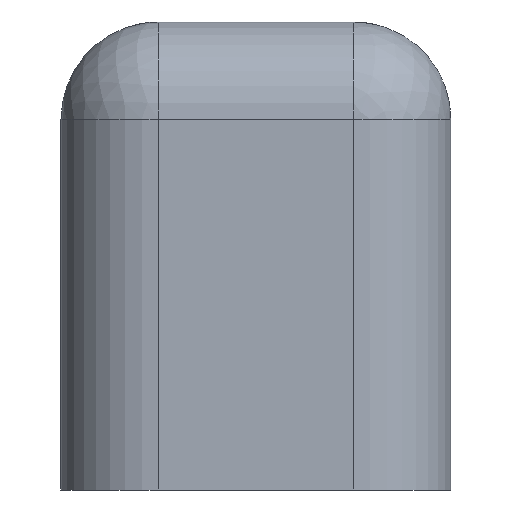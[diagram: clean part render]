
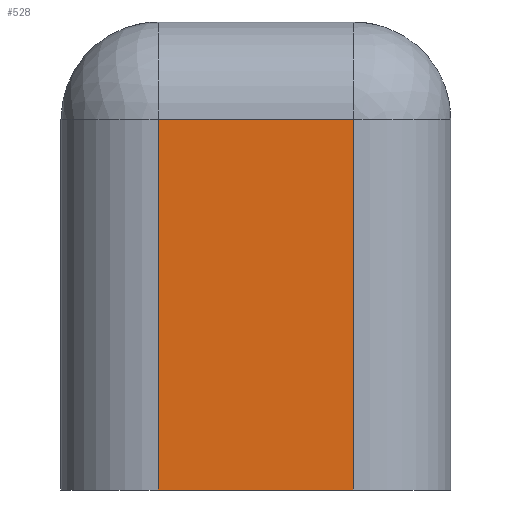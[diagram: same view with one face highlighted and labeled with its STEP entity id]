
A CAD part, left-side view. The second image highlights one B-rep face of the part: STEP entity #528.
In plain terms, the highlighted planar face has unit normal (-1, 0, 0).
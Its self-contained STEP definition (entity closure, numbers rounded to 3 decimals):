
#42=LINE('',#894,#78);
#44=LINE('',#904,#80);
#50=LINE('',#932,#86);
#54=LINE('',#942,#90);
#78=VECTOR('',#686,10.);
#80=VECTOR('',#700,10.);
#86=VECTOR('',#738,10.);
#90=VECTOR('',#752,10.);
#103=PLANE('',#594);
#143=FACE_OUTER_BOUND('',#183,.T.);
#183=EDGE_LOOP('',(#478,#479,#480,#481));
#253=VERTEX_POINT('',#887);
#255=VERTEX_POINT('',#892);
#256=VERTEX_POINT('',#897);
#257=VERTEX_POINT('',#902);
#311=EDGE_CURVE('',#255,#253,#42,.T.);
#317=EDGE_CURVE('',#256,#257,#44,.T.);
#331=EDGE_CURVE('',#253,#256,#50,.T.);
#336=EDGE_CURVE('',#255,#257,#54,.T.);
#478=ORIENTED_EDGE('',*,*,#311,.F.);
#479=ORIENTED_EDGE('',*,*,#336,.T.);
#480=ORIENTED_EDGE('',*,*,#317,.F.);
#481=ORIENTED_EDGE('',*,*,#331,.F.);
#528=ADVANCED_FACE('',(#143),#103,.T.);
#594=AXIS2_PLACEMENT_3D('',#947,#759,#760);
#686=DIRECTION('',(0.,0.,1.));
#700=DIRECTION('',(0.,0.,-1.));
#738=DIRECTION('',(0.,-1.,0.));
#752=DIRECTION('',(0.,-1.,0.));
#759=DIRECTION('center_axis',(-1.,0.,0.));
#760=DIRECTION('ref_axis',(0.,-1.,0.));
#887=CARTESIAN_POINT('',(-14.929,2.5,9.5));
#892=CARTESIAN_POINT('',(-14.929,2.5,0.));
#894=CARTESIAN_POINT('',(-14.929,2.5,0.));
#897=CARTESIAN_POINT('',(-14.929,-2.5,9.5));
#902=CARTESIAN_POINT('',(-14.929,-2.5,0.));
#904=CARTESIAN_POINT('',(-14.929,-2.5,0.));
#932=CARTESIAN_POINT('',(-14.929,2.5,9.5));
#942=CARTESIAN_POINT('',(-14.929,5.,0.));
#947=CARTESIAN_POINT('Origin',(-14.929,5.,0.));
